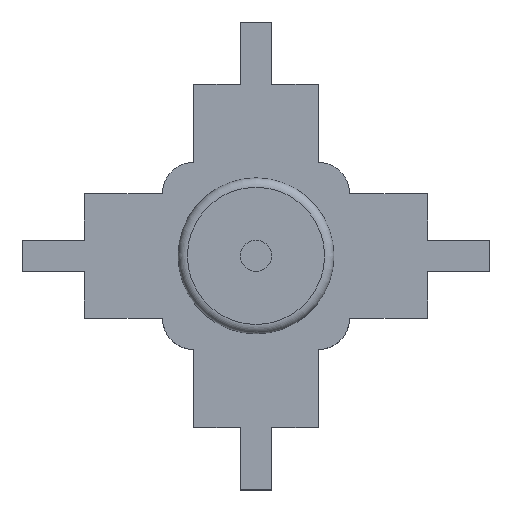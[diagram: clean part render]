
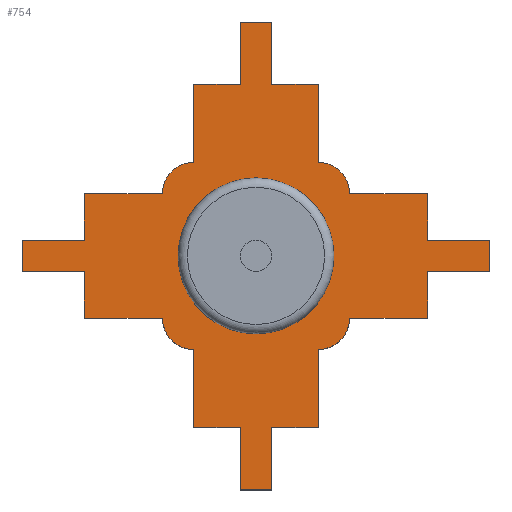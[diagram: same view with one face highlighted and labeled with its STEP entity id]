
A CAD part, top view. The second image highlights one B-rep face of the part: STEP entity #754.
In plain terms, the highlighted planar face has unit normal (0, 0, 1).
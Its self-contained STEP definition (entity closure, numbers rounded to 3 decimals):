
#16=FACE_BOUND('',#118,.T.);
#18=CIRCLE('',#798,10.);
#23=CIRCLE('',#805,10.);
#24=CIRCLE('',#807,10.);
#25=CIRCLE('',#809,10.);
#32=CIRCLE('',#820,25.);
#77=FACE_OUTER_BOUND('',#117,.T.);
#117=EDGE_LOOP('',(#651,#652,#653,#654,#655,#656,#657,#658,#659,#660,#661,
#662,#663,#664,#665,#666,#667,#668,#669,#670,#671,#672,#673,#674,#675,#676,
#677,#678,#679,#680,#681,#682));
#118=EDGE_LOOP('',(#683));
#121=LINE('',#1031,#211);
#124=LINE('',#1037,#214);
#127=LINE('',#1043,#217);
#129=LINE('',#1047,#219);
#134=LINE('',#1056,#224);
#137=LINE('',#1064,#227);
#140=LINE('',#1070,#230);
#144=LINE('',#1077,#234);
#145=LINE('',#1080,#235);
#150=LINE('',#1089,#240);
#153=LINE('',#1097,#243);
#156=LINE('',#1103,#246);
#159=LINE('',#1109,#249);
#161=LINE('',#1113,#251);
#166=LINE('',#1124,#256);
#170=LINE('',#1133,#260);
#173=LINE('',#1137,#263);
#174=LINE('',#1140,#264);
#179=LINE('',#1149,#269);
#182=LINE('',#1155,#272);
#184=LINE('',#1160,#274);
#187=LINE('',#1167,#277);
#192=LINE('',#1176,#282);
#194=LINE('',#1179,#284);
#196=LINE('',#1184,#286);
#200=LINE('',#1191,#290);
#203=LINE('',#1197,#293);
#205=LINE('',#1202,#295);
#211=VECTOR('',#829,10.);
#214=VECTOR('',#834,10.);
#217=VECTOR('',#839,10.);
#219=VECTOR('',#843,10.);
#224=VECTOR('',#850,10.);
#227=VECTOR('',#855,10.);
#230=VECTOR('',#860,10.);
#234=VECTOR('',#866,10.);
#235=VECTOR('',#869,10.);
#240=VECTOR('',#876,10.);
#243=VECTOR('',#881,10.);
#246=VECTOR('',#886,10.);
#249=VECTOR('',#891,10.);
#251=VECTOR('',#895,10.);
#256=VECTOR('',#902,10.);
#260=VECTOR('',#908,10.);
#263=VECTOR('',#913,10.);
#264=VECTOR('',#916,10.);
#269=VECTOR('',#923,10.);
#272=VECTOR('',#928,10.);
#274=VECTOR('',#932,10.);
#277=VECTOR('',#937,10.);
#282=VECTOR('',#944,10.);
#284=VECTOR('',#948,10.);
#286=VECTOR('',#952,10.);
#290=VECTOR('',#958,10.);
#293=VECTOR('',#963,10.);
#295=VECTOR('',#967,10.);
#301=VERTEX_POINT('',#1028);
#302=VERTEX_POINT('',#1030);
#304=VERTEX_POINT('',#1036);
#306=VERTEX_POINT('',#1042);
#307=VERTEX_POINT('',#1046);
#310=VERTEX_POINT('',#1054);
#313=VERTEX_POINT('',#1061);
#314=VERTEX_POINT('',#1063);
#316=VERTEX_POINT('',#1069);
#318=VERTEX_POINT('',#1075);
#319=VERTEX_POINT('',#1079);
#322=VERTEX_POINT('',#1087);
#325=VERTEX_POINT('',#1094);
#326=VERTEX_POINT('',#1096);
#328=VERTEX_POINT('',#1102);
#330=VERTEX_POINT('',#1108);
#331=VERTEX_POINT('',#1112);
#335=VERTEX_POINT('',#1121);
#336=VERTEX_POINT('',#1123);
#339=VERTEX_POINT('',#1130);
#340=VERTEX_POINT('',#1132);
#341=VERTEX_POINT('',#1139);
#344=VERTEX_POINT('',#1147);
#346=VERTEX_POINT('',#1152);
#347=VERTEX_POINT('',#1157);
#349=VERTEX_POINT('',#1163);
#351=VERTEX_POINT('',#1166);
#354=VERTEX_POINT('',#1173);
#355=VERTEX_POINT('',#1181);
#358=VERTEX_POINT('',#1188);
#360=VERTEX_POINT('',#1194);
#361=VERTEX_POINT('',#1199);
#368=VERTEX_POINT('',#1233);
#371=EDGE_CURVE('',#302,#301,#121,.T.);
#374=EDGE_CURVE('',#304,#302,#124,.T.);
#377=EDGE_CURVE('',#306,#304,#127,.T.);
#379=EDGE_CURVE('',#306,#307,#129,.T.);
#384=EDGE_CURVE('',#310,#301,#134,.T.);
#387=EDGE_CURVE('',#314,#313,#137,.T.);
#390=EDGE_CURVE('',#316,#314,#140,.T.);
#394=EDGE_CURVE('',#313,#318,#144,.T.);
#395=EDGE_CURVE('',#316,#319,#145,.T.);
#400=EDGE_CURVE('',#322,#318,#150,.T.);
#403=EDGE_CURVE('',#326,#325,#153,.T.);
#406=EDGE_CURVE('',#328,#326,#156,.T.);
#409=EDGE_CURVE('',#330,#328,#159,.T.);
#411=EDGE_CURVE('',#330,#331,#161,.T.);
#416=EDGE_CURVE('',#336,#335,#166,.T.);
#420=EDGE_CURVE('',#340,#339,#170,.T.);
#423=EDGE_CURVE('',#335,#340,#173,.T.);
#424=EDGE_CURVE('',#336,#341,#174,.T.);
#429=EDGE_CURVE('',#344,#339,#179,.T.);
#432=EDGE_CURVE('',#346,#307,#182,.T.);
#434=EDGE_CURVE('',#347,#310,#184,.T.);
#437=EDGE_CURVE('',#349,#351,#187,.T.);
#442=EDGE_CURVE('',#354,#331,#192,.T.);
#444=EDGE_CURVE('',#351,#325,#194,.T.);
#446=EDGE_CURVE('',#355,#322,#196,.T.);
#450=EDGE_CURVE('',#358,#319,#200,.T.);
#453=EDGE_CURVE('',#360,#341,#203,.T.);
#455=EDGE_CURVE('',#361,#344,#205,.T.);
#457=EDGE_CURVE('',#354,#347,#18,.T.);
#462=EDGE_CURVE('',#358,#349,#23,.T.);
#463=EDGE_CURVE('',#346,#361,#24,.T.);
#464=EDGE_CURVE('',#360,#355,#25,.T.);
#473=EDGE_CURVE('',#368,#368,#32,.T.);
#651=ORIENTED_EDGE('',*,*,#457,.F.);
#652=ORIENTED_EDGE('',*,*,#442,.T.);
#653=ORIENTED_EDGE('',*,*,#411,.F.);
#654=ORIENTED_EDGE('',*,*,#409,.T.);
#655=ORIENTED_EDGE('',*,*,#406,.T.);
#656=ORIENTED_EDGE('',*,*,#403,.T.);
#657=ORIENTED_EDGE('',*,*,#444,.F.);
#658=ORIENTED_EDGE('',*,*,#437,.F.);
#659=ORIENTED_EDGE('',*,*,#462,.F.);
#660=ORIENTED_EDGE('',*,*,#450,.T.);
#661=ORIENTED_EDGE('',*,*,#395,.F.);
#662=ORIENTED_EDGE('',*,*,#390,.T.);
#663=ORIENTED_EDGE('',*,*,#387,.T.);
#664=ORIENTED_EDGE('',*,*,#394,.T.);
#665=ORIENTED_EDGE('',*,*,#400,.F.);
#666=ORIENTED_EDGE('',*,*,#446,.F.);
#667=ORIENTED_EDGE('',*,*,#464,.F.);
#668=ORIENTED_EDGE('',*,*,#453,.T.);
#669=ORIENTED_EDGE('',*,*,#424,.F.);
#670=ORIENTED_EDGE('',*,*,#416,.T.);
#671=ORIENTED_EDGE('',*,*,#423,.T.);
#672=ORIENTED_EDGE('',*,*,#420,.T.);
#673=ORIENTED_EDGE('',*,*,#429,.F.);
#674=ORIENTED_EDGE('',*,*,#455,.F.);
#675=ORIENTED_EDGE('',*,*,#463,.F.);
#676=ORIENTED_EDGE('',*,*,#432,.T.);
#677=ORIENTED_EDGE('',*,*,#379,.F.);
#678=ORIENTED_EDGE('',*,*,#377,.T.);
#679=ORIENTED_EDGE('',*,*,#374,.T.);
#680=ORIENTED_EDGE('',*,*,#371,.T.);
#681=ORIENTED_EDGE('',*,*,#384,.F.);
#682=ORIENTED_EDGE('',*,*,#434,.F.);
#683=ORIENTED_EDGE('',*,*,#473,.T.);
#715=PLANE('',#822);
#754=ADVANCED_FACE('',(#77,#16),#715,.T.);
#798=AXIS2_PLACEMENT_3D('',#1205,#971,#972);
#805=AXIS2_PLACEMENT_3D('',#1212,#985,#986);
#807=AXIS2_PLACEMENT_3D('',#1214,#989,#990);
#809=AXIS2_PLACEMENT_3D('',#1216,#993,#994);
#820=AXIS2_PLACEMENT_3D('',#1235,#1017,#1018);
#822=AXIS2_PLACEMENT_3D('',#1237,#1021,#1022);
#829=DIRECTION('',(0.,-1.,0.));
#834=DIRECTION('',(-1.,0.,0.));
#839=DIRECTION('',(0.,1.,0.));
#843=DIRECTION('',(1.,0.,0.));
#850=DIRECTION('',(1.,0.,0.));
#855=DIRECTION('',(1.,0.,0.));
#860=DIRECTION('',(0.,-1.,0.));
#866=DIRECTION('',(0.,1.,0.));
#869=DIRECTION('',(-1.,0.,0.));
#876=DIRECTION('',(-1.,0.,0.));
#881=DIRECTION('',(1.,0.,0.));
#886=DIRECTION('',(0.,-1.,0.));
#891=DIRECTION('',(-1.,0.,0.));
#895=DIRECTION('',(0.,1.,0.));
#902=DIRECTION('',(1.,0.,0.));
#908=DIRECTION('',(-1.,0.,0.));
#913=DIRECTION('',(0.,1.,0.));
#916=DIRECTION('',(0.,-1.,0.));
#923=DIRECTION('',(0.,-1.,0.));
#928=DIRECTION('',(0.,1.,0.));
#932=DIRECTION('',(0.,1.,0.));
#937=DIRECTION('',(-1.,0.,0.));
#944=DIRECTION('',(-1.,0.,0.));
#948=DIRECTION('',(0.,1.,0.));
#952=DIRECTION('',(0.,-1.,0.));
#958=DIRECTION('',(0.,-1.,0.));
#963=DIRECTION('',(1.,0.,0.));
#967=DIRECTION('',(1.,0.,0.));
#971=DIRECTION('center_axis',(0.,0.,-1.));
#972=DIRECTION('ref_axis',(-0.707,0.707,0.));
#985=DIRECTION('center_axis',(0.,0.,-1.));
#986=DIRECTION('ref_axis',(-0.707,-0.707,0.));
#989=DIRECTION('center_axis',(0.,0.,-1.));
#990=DIRECTION('ref_axis',(0.707,0.707,0.));
#993=DIRECTION('center_axis',(0.,0.,-1.));
#994=DIRECTION('ref_axis',(0.707,-0.707,0.));
#1017=DIRECTION('center_axis',(0.,0.,-1.));
#1018=DIRECTION('ref_axis',(-1.,0.,0.));
#1021=DIRECTION('center_axis',(0.,0.,1.));
#1022=DIRECTION('ref_axis',(1.,0.,0.));
#1028=CARTESIAN_POINT('',(-5.,55.,10.));
#1030=CARTESIAN_POINT('',(-5.,75.,10.));
#1031=CARTESIAN_POINT('',(-5.,40.,10.));
#1036=CARTESIAN_POINT('',(5.,75.,10.));
#1037=CARTESIAN_POINT('',(-5.,75.,10.));
#1042=CARTESIAN_POINT('',(5.,55.,10.));
#1043=CARTESIAN_POINT('',(5.,75.,10.));
#1046=CARTESIAN_POINT('',(20.,55.,10.));
#1047=CARTESIAN_POINT('',(-30.,55.,10.));
#1054=CARTESIAN_POINT('',(-20.,55.,10.));
#1056=CARTESIAN_POINT('',(-30.,55.,10.));
#1061=CARTESIAN_POINT('',(5.,-75.,10.));
#1063=CARTESIAN_POINT('',(-5.,-75.,10.));
#1064=CARTESIAN_POINT('',(-5.,-75.,10.));
#1069=CARTESIAN_POINT('',(-5.,-55.,10.));
#1070=CARTESIAN_POINT('',(-5.,-40.,10.));
#1075=CARTESIAN_POINT('',(5.,-55.,10.));
#1077=CARTESIAN_POINT('',(5.,-75.,10.));
#1079=CARTESIAN_POINT('',(-20.,-55.,10.));
#1080=CARTESIAN_POINT('',(30.,-55.,10.));
#1087=CARTESIAN_POINT('',(20.,-55.,10.));
#1089=CARTESIAN_POINT('',(30.,-55.,10.));
#1094=CARTESIAN_POINT('',(-55.,-5.,10.));
#1096=CARTESIAN_POINT('',(-75.,-5.,10.));
#1097=CARTESIAN_POINT('',(-75.,-5.,10.));
#1102=CARTESIAN_POINT('',(-75.,5.,10.));
#1103=CARTESIAN_POINT('',(-75.,5.,10.));
#1108=CARTESIAN_POINT('',(-55.,5.,10.));
#1109=CARTESIAN_POINT('',(-40.,5.,10.));
#1112=CARTESIAN_POINT('',(-55.,20.,10.));
#1113=CARTESIAN_POINT('',(-55.,-30.,10.));
#1121=CARTESIAN_POINT('',(75.,-5.,10.));
#1123=CARTESIAN_POINT('',(55.,-5.,10.));
#1124=CARTESIAN_POINT('',(75.,-5.,10.));
#1130=CARTESIAN_POINT('',(55.,5.,10.));
#1132=CARTESIAN_POINT('',(75.,5.,10.));
#1133=CARTESIAN_POINT('',(40.,5.,10.));
#1137=CARTESIAN_POINT('',(75.,5.,10.));
#1139=CARTESIAN_POINT('',(55.,-20.,10.));
#1140=CARTESIAN_POINT('',(55.,30.,10.));
#1147=CARTESIAN_POINT('',(55.,20.,10.));
#1149=CARTESIAN_POINT('',(55.,30.,10.));
#1152=CARTESIAN_POINT('',(20.,30.,10.));
#1155=CARTESIAN_POINT('',(20.,30.,10.));
#1157=CARTESIAN_POINT('',(-20.,30.,10.));
#1160=CARTESIAN_POINT('',(-20.,30.,10.));
#1163=CARTESIAN_POINT('',(-30.,-20.,10.));
#1166=CARTESIAN_POINT('',(-55.,-20.,10.));
#1167=CARTESIAN_POINT('',(-30.,-20.,10.));
#1173=CARTESIAN_POINT('',(-30.,20.,10.));
#1176=CARTESIAN_POINT('',(-30.,20.,10.));
#1179=CARTESIAN_POINT('',(-55.,-30.,10.));
#1181=CARTESIAN_POINT('',(20.,-30.,10.));
#1184=CARTESIAN_POINT('',(20.,-30.,10.));
#1188=CARTESIAN_POINT('',(-20.,-30.,10.));
#1191=CARTESIAN_POINT('',(-20.,-30.,10.));
#1194=CARTESIAN_POINT('',(30.,-20.,10.));
#1197=CARTESIAN_POINT('',(30.,-20.,10.));
#1199=CARTESIAN_POINT('',(30.,20.,10.));
#1202=CARTESIAN_POINT('',(30.,20.,10.));
#1205=CARTESIAN_POINT('Origin',(-20.,20.,10.));
#1212=CARTESIAN_POINT('Origin',(-20.,-20.,10.));
#1214=CARTESIAN_POINT('Origin',(20.,20.,10.));
#1216=CARTESIAN_POINT('Origin',(20.,-20.,10.));
#1233=CARTESIAN_POINT('',(25.,0.,10.));
#1235=CARTESIAN_POINT('Origin',(0.,0.,10.));
#1237=CARTESIAN_POINT('Origin',(0.,0.,10.));
